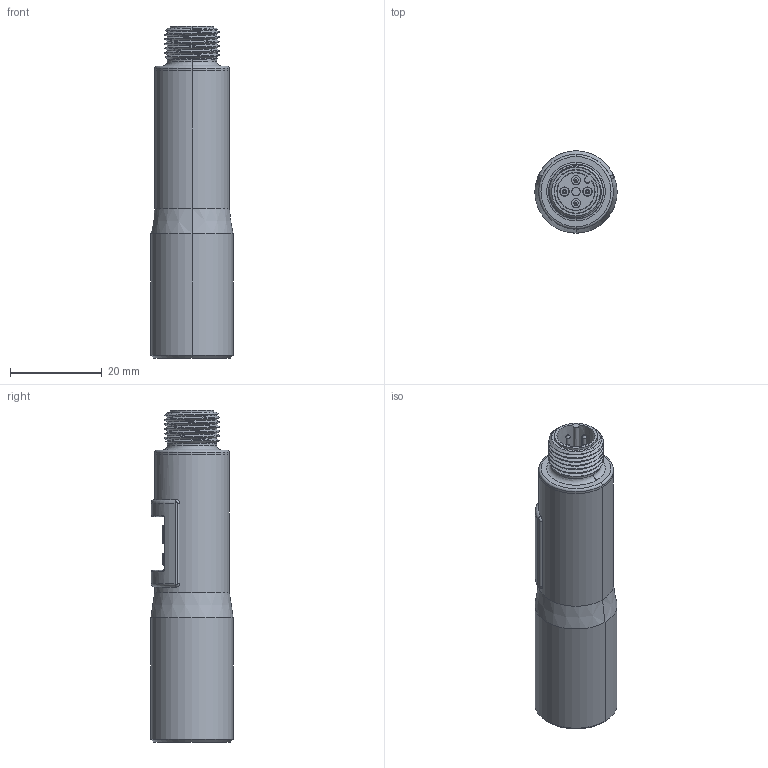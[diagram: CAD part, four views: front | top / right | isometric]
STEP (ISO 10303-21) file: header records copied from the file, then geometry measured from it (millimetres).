
FILE_DESCRIPTION((''),'2;1');
FILE_NAME('232136_ASM','2023-08-14T12:15:44',('banengservice'),('BANNER ENGINEERING'),'CREO PARAMETRIC BY PTC INC, 2022414','CREO PARAMETRIC BY PTC INC, 2022414','');
FILE_SCHEMA(('CONFIG_CONTROL_DESIGN'));
Length unit declared in the file: millimetre
Products named in the file (10): 231561; 164109; 168357; 168372_AF0; 168370_AF1; 168372_ASM; 168358_AF1; 168359; 168360_ASM; 232136_ASM
Assembly tree (12 placements, depth 3):
  232136_ASM
    231561
    164109
    168357
    168372_ASM
      168372_AF0
      168370_AF1
    168360_ASM
      168358_AF1
      168359  x4
Bounding box: 17.88 x 17.88 x 72.2 mm (x, y, z)
Volume: 5219.4 mm3; surface area: 10989.3 mm2
Topology: 10 solids, 10 shells, 505 faces, 1191 edges, 728 vertices
Faces by surface type: cylinder 178, plane 136, cone 92, torus 54, bspline 41, sphere 4
Entity records: 18300 total; most frequent: CARTESIAN_POINT 8064, DIRECTION 2140, ORIENTED_EDGE 2086, EDGE_CURVE 1043, AXIS2_PLACEMENT_3D 851, VERTEX_POINT 644, EDGE_LOOP 481, VECTOR 438
